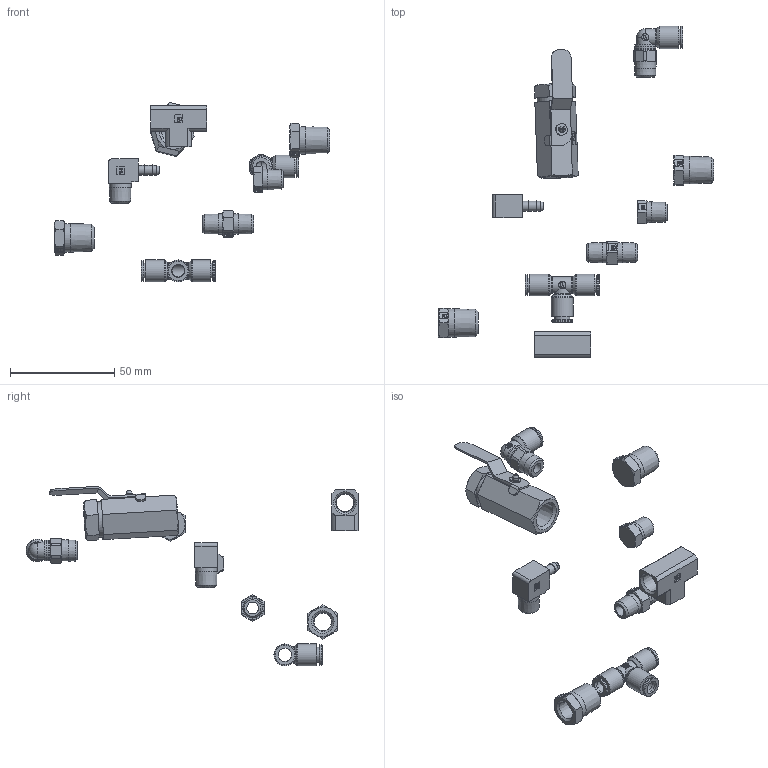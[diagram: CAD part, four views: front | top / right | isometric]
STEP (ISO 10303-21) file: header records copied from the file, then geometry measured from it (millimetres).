
FILE_DESCRIPTION(/* description */ (''),/* implementation_level */ '2;1');
FILE_NAME(/* name */ 'fc17-152_FittingKit.iam.step',/* time_stamp */ '2017-01-05T11:55:23-08:00',/* author */ ('Autodesk Inc.'),/* organization */ ('Autodesk Inc.'),/* preprocessor_version */ 'ST-DEVELOPER v16.5',/* originating_system */ 'Autodesk Inventor 2017',/* authorisation */ '');
FILE_SCHEMA (('AUTOMOTIVE_DESIGN { 1 0 10303 214 3 1 1 }'));
Length unit declared in the file: inch
Products named in the file (10): fc17-152; 229-4-2; 209P-4-2; 364PLP-4; 216P-2; 218P-2; 218P-4; 2203P-2; MV709-4; w369plp-4-2
Assembly tree (9 placements, depth 2):
  fc17-152
    229-4-2
    209P-4-2
    364PLP-4
    216P-2
    218P-2
    218P-4
    2203P-2
    MV709-4
    w369plp-4-2
Bounding box: 132.15 x 159.54 x 86.26 mm (x, y, z)
Volume: 24067.4 mm3; surface area: 19888.3 mm2
Topology: 9 solids, 9 shells, 743 faces, 1888 edges, 1223 vertices
Faces by surface type: plane 359, cylinder 249, cone 119, torus 13, sphere 2, bspline 1
Full cylindrical faces by diameter (mm): 3.048 x2, 3.5 x2, 4.648 x3, 5 x1, 5.563 x2, 5.588 x4, 6.35 x5, 7.2 x3, 7.55 x1, 7.8 x1, 8 x1, 8.331 x1, 8.611 x4, 8.737 x1, 9.652 x2, 9.9 x3, 9.906 x1, 9.996 x1, 10 x1, 10.414 x1, 10.45 x1, 10.5 x3, 10.85 x1, 11.199 x2, 13.208 x1, 13.716 x1, 17.116 x1
Entity records: 21880 total; most frequent: CARTESIAN_POINT 4219, DIRECTION 3715, ORIENTED_EDGE 3448, EDGE_CURVE 1724, AXIS2_PLACEMENT_3D 1394, VERTEX_POINT 1170, EDGE_LOOP 930, LINE 927
